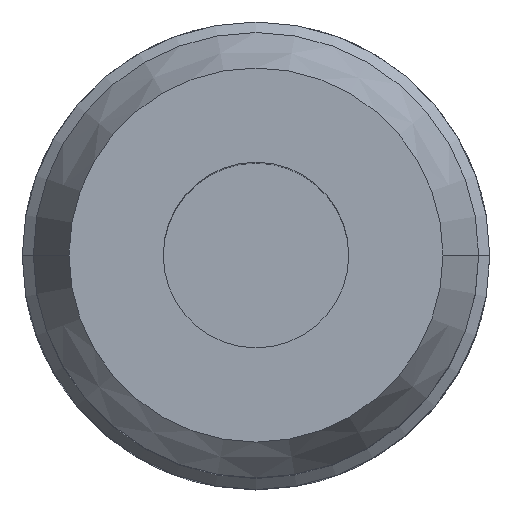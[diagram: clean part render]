
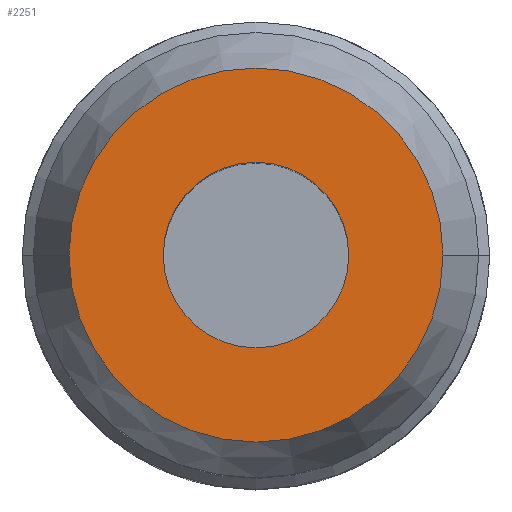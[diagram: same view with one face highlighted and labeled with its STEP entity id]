
A CAD part, top view. The second image highlights one B-rep face of the part: STEP entity #2251.
In plain terms, the highlighted planar face has unit normal (0, 0, 1).
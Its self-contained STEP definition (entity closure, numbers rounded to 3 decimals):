
#264 = CARTESIAN_POINT ( 'NONE',  ( 0., 0., 55. ) ) ;
#431 = CARTESIAN_POINT ( 'NONE',  ( 7.937, 0., 55. ) ) ;
#559 = ORIENTED_EDGE ( 'NONE', *, *, #2855, .T. ) ;
#657 = EDGE_LOOP ( 'NONE', ( #4108, #559 ) ) ;
#715 = CARTESIAN_POINT ( 'NONE',  ( 0., 0., 55. ) ) ;
#723 = CARTESIAN_POINT ( 'NONE',  ( 16., 0., 55. ) ) ;
#1080 = CARTESIAN_POINT ( 'NONE',  ( 0., 16., 55. ) ) ;
#1082 = EDGE_CURVE ( 'NONE', #1558, #2397, #4176, .T. ) ;
#1133 = EDGE_CURVE ( 'NONE', #3741, #2495, #2728, .T. ) ;
#1518 = AXIS2_PLACEMENT_3D ( 'NONE', #4294, #2568, #1871 ) ;
#1558 = VERTEX_POINT ( 'NONE', #3797 ) ;
#1671 = CIRCLE ( 'NONE', #1992, 7.937 ) ;
#1674 = AXIS2_PLACEMENT_3D ( 'NONE', #2965, #3281, #1886 ) ;
#1691 = EDGE_LOOP ( 'NONE', ( #1901, #4319 ) ) ;
#1734 = DIRECTION ( 'NONE',  ( -1., 0., 0. ) ) ;
#1871 = DIRECTION ( 'NONE',  ( 1., 0., 0. ) ) ;
#1886 = DIRECTION ( 'NONE',  ( -1., 0., 0. ) ) ;
#1901 = ORIENTED_EDGE ( 'NONE', *, *, #2594, .T. ) ;
#1992 = AXIS2_PLACEMENT_3D ( 'NONE', #715, #3097, #1734 ) ;
#2116 = PLANE ( 'NONE',  #3934 ) ;
#2239 = AXIS2_PLACEMENT_3D ( 'NONE', #264, #3661, #2955 ) ;
#2251 = ADVANCED_FACE ( 'NONE', ( #3651, #2629 ), #2116, .F. ) ;
#2397 = VERTEX_POINT ( 'NONE', #431 ) ;
#2490 = DIRECTION ( 'NONE',  ( 0., 0., -1. ) ) ;
#2495 = VERTEX_POINT ( 'NONE', #2590 ) ;
#2568 = DIRECTION ( 'NONE',  ( 0., 0., 1. ) ) ;
#2590 = CARTESIAN_POINT ( 'NONE',  ( -16., 0., 55. ) ) ;
#2594 = EDGE_CURVE ( 'NONE', #2495, #3741, #3713, .T. ) ;
#2629 = FACE_OUTER_BOUND ( 'NONE', #1691, .T. ) ;
#2728 = CIRCLE ( 'NONE', #1518, 16. ) ;
#2855 = EDGE_CURVE ( 'NONE', #2397, #1558, #1671, .T. ) ;
#2955 = DIRECTION ( 'NONE',  ( 1., 0., 0. ) ) ;
#2965 = CARTESIAN_POINT ( 'NONE',  ( 0., 0., 55. ) ) ;
#3097 = DIRECTION ( 'NONE',  ( 0., 0., -1. ) ) ;
#3281 = DIRECTION ( 'NONE',  ( 0., 0., -1. ) ) ;
#3651 = FACE_BOUND ( 'NONE', #657, .T. ) ;
#3661 = DIRECTION ( 'NONE',  ( 0., 0., 1. ) ) ;
#3713 = CIRCLE ( 'NONE', #2239, 16. ) ;
#3741 = VERTEX_POINT ( 'NONE', #723 ) ;
#3797 = CARTESIAN_POINT ( 'NONE',  ( -7.937, 0., 55. ) ) ;
#3934 = AXIS2_PLACEMENT_3D ( 'NONE', #1080, #2490, #4252 ) ;
#4108 = ORIENTED_EDGE ( 'NONE', *, *, #1082, .T. ) ;
#4176 = CIRCLE ( 'NONE', #1674, 7.937 ) ;
#4252 = DIRECTION ( 'NONE',  ( -1., 0., 0. ) ) ;
#4294 = CARTESIAN_POINT ( 'NONE',  ( 0., 0., 55. ) ) ;
#4319 = ORIENTED_EDGE ( 'NONE', *, *, #1133, .T. ) ;
